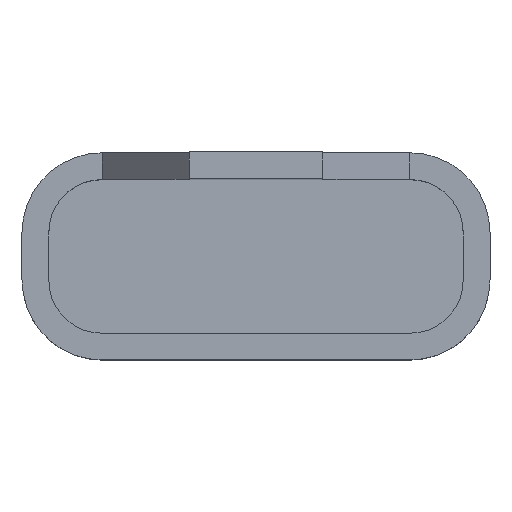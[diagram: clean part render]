
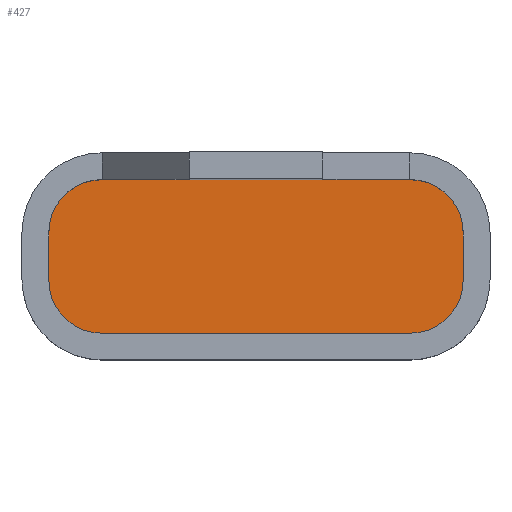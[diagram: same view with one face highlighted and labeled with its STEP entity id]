
A CAD part, top view. The second image highlights one B-rep face of the part: STEP entity #427.
In plain terms, the highlighted planar face has unit normal (0, 0, 1).
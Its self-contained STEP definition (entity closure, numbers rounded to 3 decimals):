
#31=CIRCLE('',#474,8.);
#32=CIRCLE('',#475,8.);
#33=CIRCLE('',#476,8.);
#34=CIRCLE('',#477,8.);
#45=FACE_OUTER_BOUND('',#69,.T.);
#69=EDGE_LOOP('',(#317,#318,#319,#320,#321,#322,#323,#324));
#109=LINE('',#693,#155);
#110=LINE('',#697,#156);
#111=LINE('',#701,#157);
#112=LINE('',#704,#158);
#155=VECTOR('',#555,10.);
#156=VECTOR('',#558,10.);
#157=VECTOR('',#561,10.);
#158=VECTOR('',#564,10.);
#203=VERTEX_POINT('',#689);
#204=VERTEX_POINT('',#690);
#205=VERTEX_POINT('',#692);
#206=VERTEX_POINT('',#694);
#207=VERTEX_POINT('',#696);
#208=VERTEX_POINT('',#698);
#209=VERTEX_POINT('',#700);
#210=VERTEX_POINT('',#702);
#249=EDGE_CURVE('',#203,#204,#31,.T.);
#250=EDGE_CURVE('',#205,#203,#109,.T.);
#251=EDGE_CURVE('',#206,#205,#32,.T.);
#252=EDGE_CURVE('',#207,#206,#110,.T.);
#253=EDGE_CURVE('',#208,#207,#33,.T.);
#254=EDGE_CURVE('',#209,#208,#111,.T.);
#255=EDGE_CURVE('',#210,#209,#34,.T.);
#256=EDGE_CURVE('',#204,#210,#112,.T.);
#317=ORIENTED_EDGE('',*,*,#249,.F.);
#318=ORIENTED_EDGE('',*,*,#250,.F.);
#319=ORIENTED_EDGE('',*,*,#251,.F.);
#320=ORIENTED_EDGE('',*,*,#252,.F.);
#321=ORIENTED_EDGE('',*,*,#253,.F.);
#322=ORIENTED_EDGE('',*,*,#254,.F.);
#323=ORIENTED_EDGE('',*,*,#255,.F.);
#324=ORIENTED_EDGE('',*,*,#256,.F.);
#411=PLANE('',#473);
#427=ADVANCED_FACE('',(#45),#411,.T.);
#473=AXIS2_PLACEMENT_3D('',#688,#551,#552);
#474=AXIS2_PLACEMENT_3D('',#691,#553,#554);
#475=AXIS2_PLACEMENT_3D('',#695,#556,#557);
#476=AXIS2_PLACEMENT_3D('',#699,#559,#560);
#477=AXIS2_PLACEMENT_3D('',#703,#562,#563);
#551=DIRECTION('center_axis',(0.,0.,1.));
#552=DIRECTION('ref_axis',(1.,0.,0.));
#553=DIRECTION('center_axis',(0.,0.,-1.));
#554=DIRECTION('ref_axis',(0.,1.,0.));
#555=DIRECTION('',(0.,1.,0.));
#556=DIRECTION('center_axis',(0.,0.,-1.));
#557=DIRECTION('ref_axis',(-1.,0.,0.));
#558=DIRECTION('',(-1.,0.,0.));
#559=DIRECTION('center_axis',(0.,0.,-1.));
#560=DIRECTION('ref_axis',(0.,-1.,0.));
#561=DIRECTION('',(0.,-1.,0.));
#562=DIRECTION('center_axis',(0.,0.,-1.));
#563=DIRECTION('ref_axis',(1.,0.,0.));
#564=DIRECTION('',(1.,0.,0.));
#688=CARTESIAN_POINT('Origin',(31.,11.5,2.));
#689=CARTESIAN_POINT('',(0.,15.,2.));
#690=CARTESIAN_POINT('',(8.,23.,2.));
#691=CARTESIAN_POINT('Origin',(8.,15.,2.));
#692=CARTESIAN_POINT('',(0.,8.,2.));
#693=CARTESIAN_POINT('',(0.,9.75,2.));
#694=CARTESIAN_POINT('',(8.,0.,2.));
#695=CARTESIAN_POINT('Origin',(8.,8.,2.));
#696=CARTESIAN_POINT('',(54.,0.,2.));
#697=CARTESIAN_POINT('',(42.5,0.,2.));
#698=CARTESIAN_POINT('',(62.,8.,2.));
#699=CARTESIAN_POINT('Origin',(54.,8.,2.));
#700=CARTESIAN_POINT('',(62.,15.,2.));
#701=CARTESIAN_POINT('',(62.,13.25,2.));
#702=CARTESIAN_POINT('',(54.,23.,2.));
#703=CARTESIAN_POINT('Origin',(54.,15.,2.));
#704=CARTESIAN_POINT('',(19.5,23.,2.));
